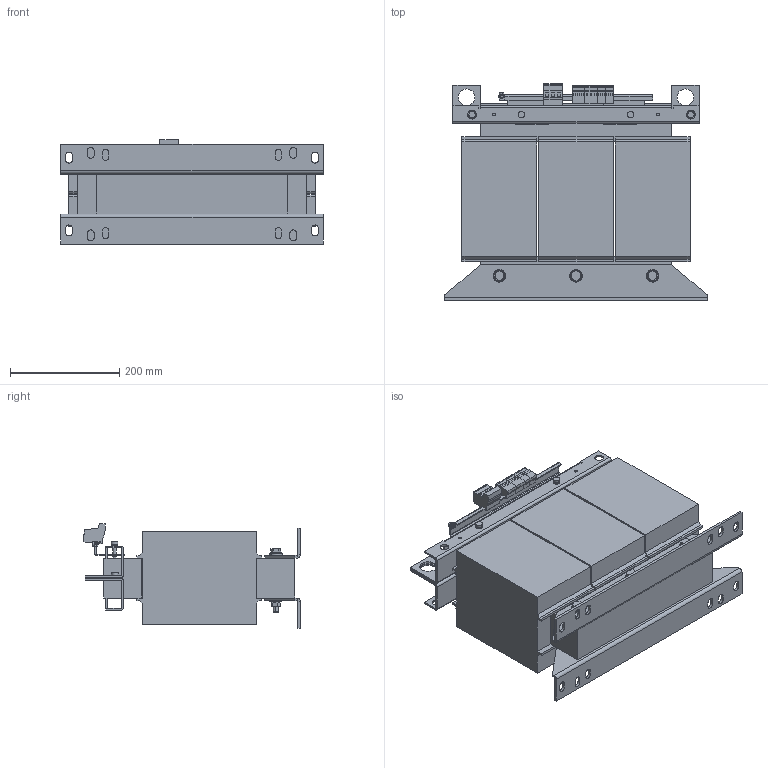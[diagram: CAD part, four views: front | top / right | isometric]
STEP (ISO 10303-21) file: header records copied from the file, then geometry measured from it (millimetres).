
FILE_DESCRIPTION (( 'STEP AP214' ), '1' );
FILE_NAME ('998014.STEP', '2025-02-10T12:14:15', ( '' ), ( '' ), 'SwSTEP 2.0', 'SolidWorks 2022', '' );
FILE_SCHEMA (( 'AUTOMOTIVE_DESIGN' ));
Length unit declared in the file: millimetre
Products named in the file (1): 998014
Bounding box: 480 x 396.45 x 190.55 mm (x, y, z)
Volume: 19110536.7 mm3; surface area: 1048741.1 mm2
Topology: 1 solids, 1 shells, 812 faces, 2108 edges, 1337 vertices
Faces by surface type: plane 582, cylinder 212, cone 12, torus 6
Entity records: 24814 total; most frequent: CARTESIAN_POINT 4417, ORIENTED_EDGE 4216, DIRECTION 4156, EDGE_CURVE 2108, LINE 1636, VECTOR 1636, VERTEX_POINT 1337, AXIS2_PLACEMENT_3D 1260
